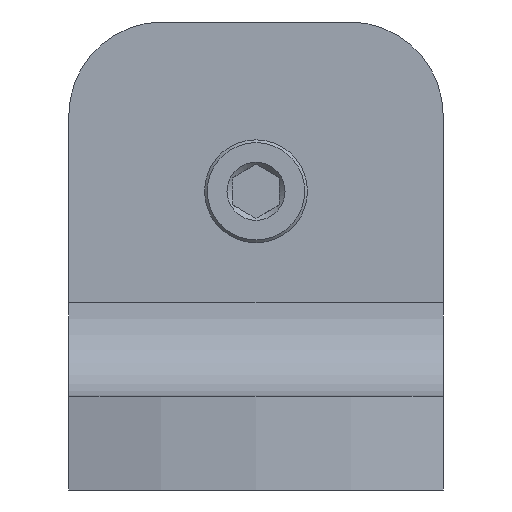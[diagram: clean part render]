
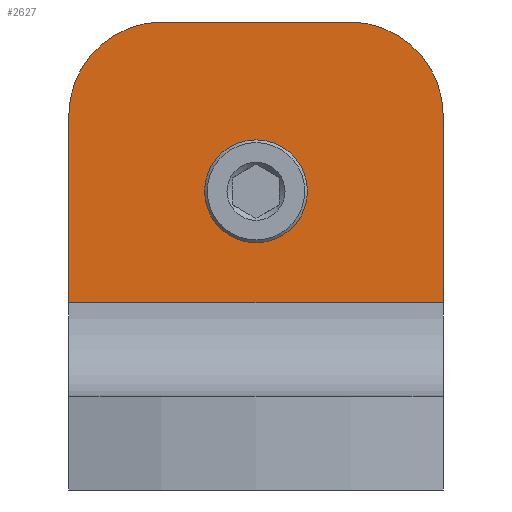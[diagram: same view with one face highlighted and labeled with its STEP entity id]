
A CAD part, front view. The second image highlights one B-rep face of the part: STEP entity #2627.
In plain terms, the highlighted planar face has unit normal (0, -1, 0).
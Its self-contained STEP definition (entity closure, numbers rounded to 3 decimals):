
#253=FACE_BOUND('',#454,.T.);
#264=PLANE('',#2802);
#296=FACE_OUTER_BOUND('',#453,.T.);
#453=EDGE_LOOP('',(#1683,#1684,#1685,#1686,#1687,#1688));
#454=EDGE_LOOP('',(#1689));
#620=LINE('',#3572,#777);
#623=LINE('',#3578,#780);
#624=LINE('',#3580,#781);
#625=LINE('',#3582,#782);
#777=VECTOR('',#3011,10.);
#780=VECTOR('',#3016,7.2);
#781=VECTOR('',#3017,10.);
#782=VECTOR('',#3018,7.2);
#933=CIRCLE('',#2800,5.);
#934=CIRCLE('',#2803,5.);
#935=CIRCLE('',#2804,1.5);
#982=VERTEX_POINT('',#3565);
#983=VERTEX_POINT('',#3567);
#984=VERTEX_POINT('',#3571);
#986=VERTEX_POINT('',#3577);
#987=VERTEX_POINT('',#3579);
#988=VERTEX_POINT('',#3581);
#989=VERTEX_POINT('',#3584);
#1256=EDGE_CURVE('',#982,#983,#933,.T.);
#1258=EDGE_CURVE('',#984,#983,#620,.T.);
#1261=EDGE_CURVE('',#982,#986,#623,.T.);
#1262=EDGE_CURVE('',#986,#987,#624,.T.);
#1263=EDGE_CURVE('',#988,#987,#625,.T.);
#1264=EDGE_CURVE('',#984,#988,#934,.T.);
#1265=EDGE_CURVE('',#989,#989,#935,.T.);
#1683=ORIENTED_EDGE('',*,*,#1256,.F.);
#1684=ORIENTED_EDGE('',*,*,#1261,.T.);
#1685=ORIENTED_EDGE('',*,*,#1262,.T.);
#1686=ORIENTED_EDGE('',*,*,#1263,.F.);
#1687=ORIENTED_EDGE('',*,*,#1264,.F.);
#1688=ORIENTED_EDGE('',*,*,#1258,.T.);
#1689=ORIENTED_EDGE('',*,*,#1265,.T.);
#2627=ADVANCED_FACE('',(#296,#253),#264,.F.);
#2800=AXIS2_PLACEMENT_3D('',#3568,#3006,#3007);
#2802=AXIS2_PLACEMENT_3D('',#3576,#3014,#3015);
#2803=AXIS2_PLACEMENT_3D('',#3583,#3019,#3020);
#2804=AXIS2_PLACEMENT_3D('',#3585,#3021,#3022);
#3006=DIRECTION('center_axis',(0.,1.,0.));
#3007=DIRECTION('ref_axis',(-0.707,0.,0.707));
#3011=DIRECTION('',(-1.,0.,0.));
#3014=DIRECTION('center_axis',(0.,1.,0.));
#3015=DIRECTION('ref_axis',(-1.,0.,0.));
#3016=DIRECTION('',(0.,0.,-1.));
#3017=DIRECTION('',(1.,0.,0.));
#3018=DIRECTION('',(0.,0.,-1.));
#3019=DIRECTION('center_axis',(0.,1.,0.));
#3020=DIRECTION('ref_axis',(0.707,0.,0.707));
#3021=DIRECTION('center_axis',(0.,1.,0.));
#3022=DIRECTION('ref_axis',(1.,0.,0.));
#3565=CARTESIAN_POINT('',(-10.,-5.,35.1));
#3567=CARTESIAN_POINT('',(-5.,-5.,40.1));
#3568=CARTESIAN_POINT('Origin',(-5.,-5.,35.1));
#3571=CARTESIAN_POINT('',(5.,-5.,40.1));
#3572=CARTESIAN_POINT('',(10.,-5.,40.1));
#3576=CARTESIAN_POINT('Origin',(0.,-5.,26.945));
#3577=CARTESIAN_POINT('',(-10.,-5.,25.1));
#3578=CARTESIAN_POINT('',(-10.,-5.,2.481));
#3579=CARTESIAN_POINT('',(10.,-5.,25.1));
#3580=CARTESIAN_POINT('',(0.,-5.,25.1));
#3581=CARTESIAN_POINT('',(10.,-5.,35.1));
#3582=CARTESIAN_POINT('',(10.,-5.,2.481));
#3583=CARTESIAN_POINT('Origin',(5.,-5.,35.1));
#3584=CARTESIAN_POINT('',(-1.5,-5.,31.));
#3585=CARTESIAN_POINT('Origin',(0.,-5.,31.));
